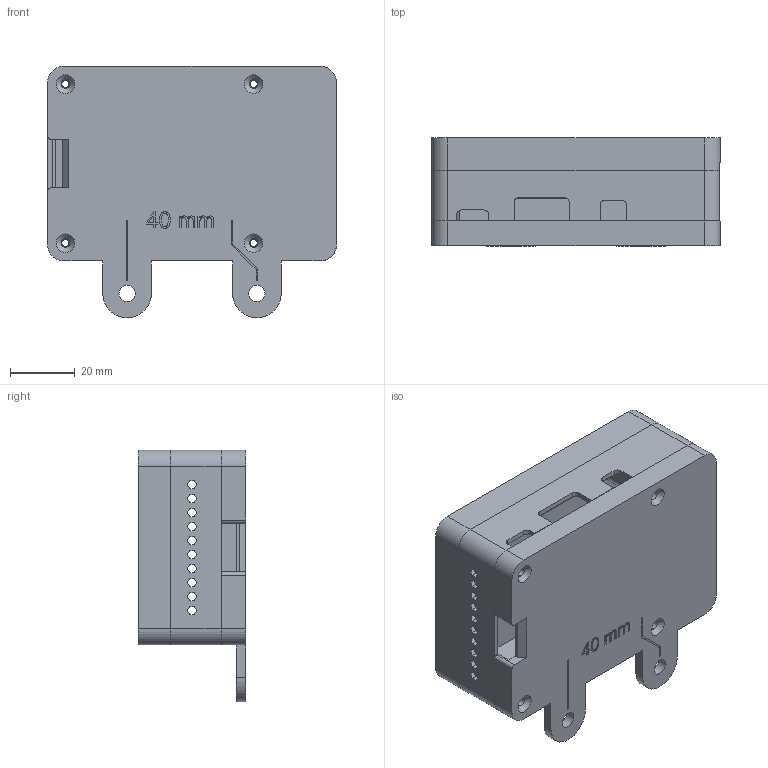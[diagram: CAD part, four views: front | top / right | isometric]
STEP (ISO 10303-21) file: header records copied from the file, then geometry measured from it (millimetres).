
FILE_DESCRIPTION(/* description */ (''),/* implementation_level */ '2;1');
FILE_NAME(/* name */ 'Assembly-RasPi-P1-HAT-B-rpi3 v4.step',/* time_stamp */ '2021-07-03T15:27:03+02:00',/* author */ (''),/* organization */ (''),/* preprocessor_version */ 'ST-DEVELOPER v18.1',/* originating_system */ 'Autodesk Translation Framework v10.9.0.1377',/* authorisation */ '');
FILE_SCHEMA (('AUTOMOTIVE_DESIGN { 1 0 10303 214 3 1 1 }'));
Length unit declared in the file: millimetre
Products named in the file (1): Assembly-RasPi-P1-HAT-B-rpi3
Bounding box: 89 x 33.19 x 77.5 mm (x, y, z)
Volume: 41924.3 mm3; surface area: 40133 mm2
Topology: 3 solids, 3 shells, 369 faces, 1040 edges, 687 vertices
Faces by surface type: plane 219, bspline 76, cylinder 58, cone 16
Full cylindrical faces by diameter (mm): 2.2 x4, 2.7 x8, 5 x2
Entity records: 12098 total; most frequent: CARTESIAN_POINT 2869, ORIENTED_EDGE 2080, DIRECTION 1614, EDGE_CURVE 1040, LINE 750, VECTOR 750, VERTEX_POINT 687, AXIS2_PLACEMENT_3D 432
